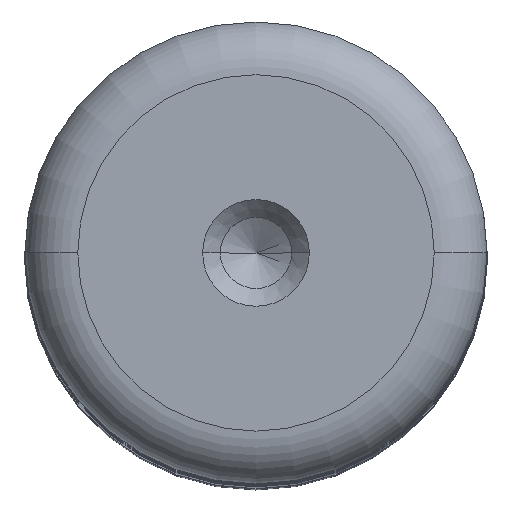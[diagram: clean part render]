
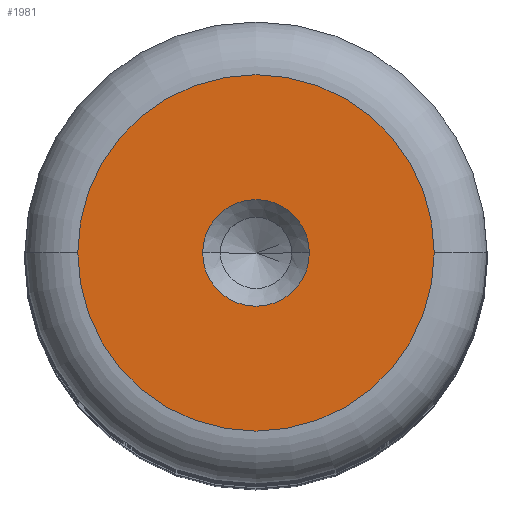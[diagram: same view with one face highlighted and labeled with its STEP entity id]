
A CAD part, top view. The second image highlights one B-rep face of the part: STEP entity #1981.
In plain terms, the highlighted planar face has unit normal (0, 0, 1).
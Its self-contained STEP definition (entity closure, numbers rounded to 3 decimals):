
#116 = CARTESIAN_POINT ( 'NONE',  ( 0., 0., 90. ) ) ;
#189 = DIRECTION ( 'NONE',  ( 0., 0., 1. ) ) ;
#236 = EDGE_LOOP ( 'NONE', ( #743, #1989 ) ) ;
#260 = ORIENTED_EDGE ( 'NONE', *, *, #1281, .T. ) ;
#306 = DIRECTION ( 'NONE',  ( 1., 0., 0. ) ) ;
#379 = FACE_OUTER_BOUND ( 'NONE', #1935, .T. ) ;
#430 = CIRCLE ( 'NONE', #1280, 1.5 ) ;
#440 = DIRECTION ( 'NONE',  ( 1., 0., 0. ) ) ;
#628 = CARTESIAN_POINT ( 'NONE',  ( 0., 0., 90. ) ) ;
#691 = AXIS2_PLACEMENT_3D ( 'NONE', #116, #1480, #306 ) ;
#720 = VERTEX_POINT ( 'NONE', #2414 ) ;
#743 = ORIENTED_EDGE ( 'NONE', *, *, #1153, .F. ) ;
#823 = DIRECTION ( 'NONE',  ( 1., 0., 0. ) ) ;
#864 = CARTESIAN_POINT ( 'NONE',  ( 1.5, 0., 90. ) ) ;
#897 = DIRECTION ( 'NONE',  ( 0., 0., 1. ) ) ;
#912 = VERTEX_POINT ( 'NONE', #1294 ) ;
#1153 = EDGE_CURVE ( 'NONE', #1448, #2052, #1833, .T. ) ;
#1217 = PLANE ( 'NONE',  #1789 ) ;
#1280 = AXIS2_PLACEMENT_3D ( 'NONE', #628, #1972, #823 ) ;
#1281 = EDGE_CURVE ( 'NONE', #912, #720, #1721, .T. ) ;
#1294 = CARTESIAN_POINT ( 'NONE',  ( 5.011, 0., 90. ) ) ;
#1356 = CARTESIAN_POINT ( 'NONE',  ( 0., 0., 90. ) ) ;
#1417 = CARTESIAN_POINT ( 'NONE',  ( 0., 0., 90. ) ) ;
#1448 = VERTEX_POINT ( 'NONE', #864 ) ;
#1480 = DIRECTION ( 'NONE',  ( 0., 0., 1. ) ) ;
#1556 = DIRECTION ( 'NONE',  ( 1., 0., 0. ) ) ;
#1604 = AXIS2_PLACEMENT_3D ( 'NONE', #2048, #897, #2238 ) ;
#1721 = CIRCLE ( 'NONE', #1853, 5.011 ) ;
#1789 = AXIS2_PLACEMENT_3D ( 'NONE', #1417, #2359, #440 ) ;
#1817 = CARTESIAN_POINT ( 'NONE',  ( -1.5, 0., 90. ) ) ;
#1833 = CIRCLE ( 'NONE', #691, 1.5 ) ;
#1853 = AXIS2_PLACEMENT_3D ( 'NONE', #1356, #189, #1556 ) ;
#1920 = FACE_BOUND ( 'NONE', #236, .T. ) ;
#1935 = EDGE_LOOP ( 'NONE', ( #260, #2490 ) ) ;
#1958 = EDGE_CURVE ( 'NONE', #2052, #1448, #430, .T. ) ;
#1972 = DIRECTION ( 'NONE',  ( 0., 0., 1. ) ) ;
#1981 = ADVANCED_FACE ( 'NONE', ( #1920, #379 ), #1217, .T. ) ;
#1989 = ORIENTED_EDGE ( 'NONE', *, *, #1958, .F. ) ;
#2048 = CARTESIAN_POINT ( 'NONE',  ( 0., 0., 90. ) ) ;
#2052 = VERTEX_POINT ( 'NONE', #1817 ) ;
#2238 = DIRECTION ( 'NONE',  ( 1., 0., 0. ) ) ;
#2359 = DIRECTION ( 'NONE',  ( 0., 0., 1. ) ) ;
#2414 = CARTESIAN_POINT ( 'NONE',  ( -5.011, 0., 90. ) ) ;
#2416 = CIRCLE ( 'NONE', #1604, 5.011 ) ;
#2424 = EDGE_CURVE ( 'NONE', #720, #912, #2416, .T. ) ;
#2490 = ORIENTED_EDGE ( 'NONE', *, *, #2424, .T. ) ;
